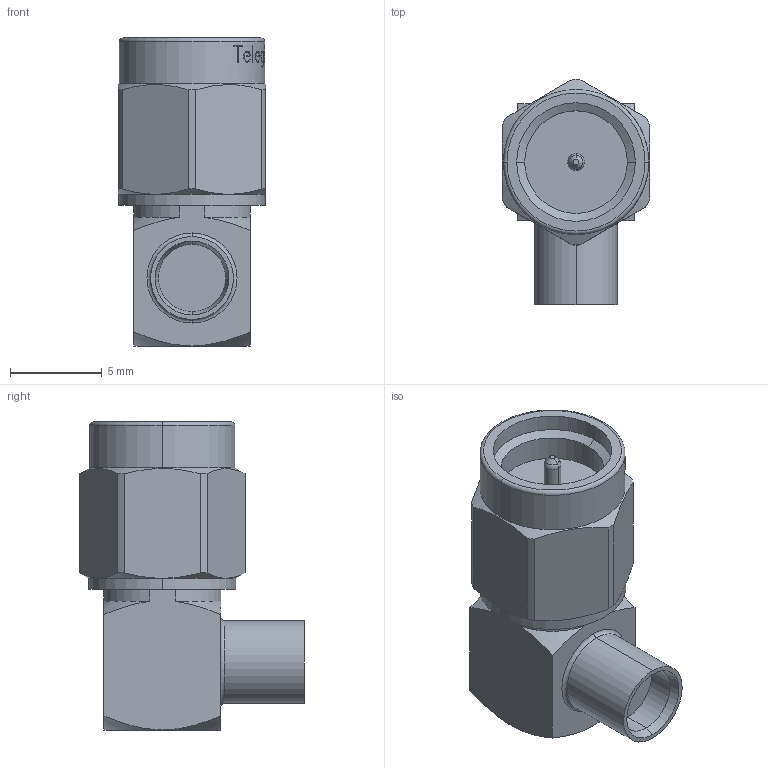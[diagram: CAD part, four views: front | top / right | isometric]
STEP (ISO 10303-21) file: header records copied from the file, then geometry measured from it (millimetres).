
FILE_DESCRIPTION (( 'STEP AP214' ), '1' );
FILE_NAME ('J01150A0151.STEP', '2018-07-20T09:39:37', ( '' ), ( '' ), 'SwSTEP 2.0', 'SolidWorks 2017', '' );
FILE_SCHEMA (( 'AUTOMOTIVE_DESIGN' ));
Length unit declared in the file: millimetre
Products named in the file (1): J01150A0151
Bounding box: 8 x 12.22 x 16.75 mm (x, y, z)
Volume: 766.3 mm3; surface area: 674.2 mm2
Topology: 1 solids, 1 shells, 427 faces, 1179 edges, 776 vertices
Faces by surface type: bspline 253, plane 98, cylinder 46, cone 24, torus 6
Entity records: 19759 total; most frequent: CARTESIAN_POINT 6505, ORIENTED_EDGE 2358, EDGE_CURVE 1179, B_SPLINE_CURVE_WITH_KNOTS 871, DIRECTION 814, VERTEX_POINT 776, EDGE_LOOP 449, UNCERTAINTY_MEASURE_WITH_UNIT 428
